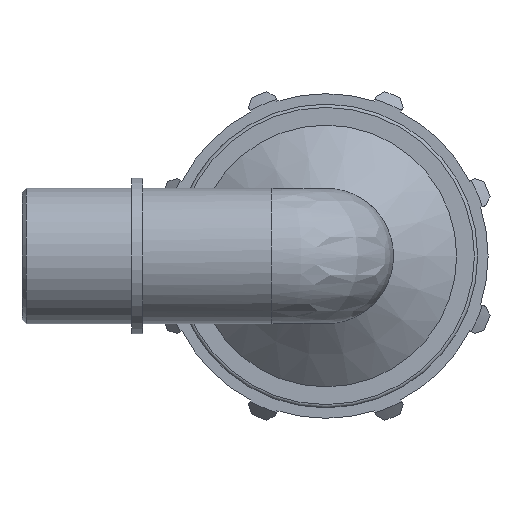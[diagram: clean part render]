
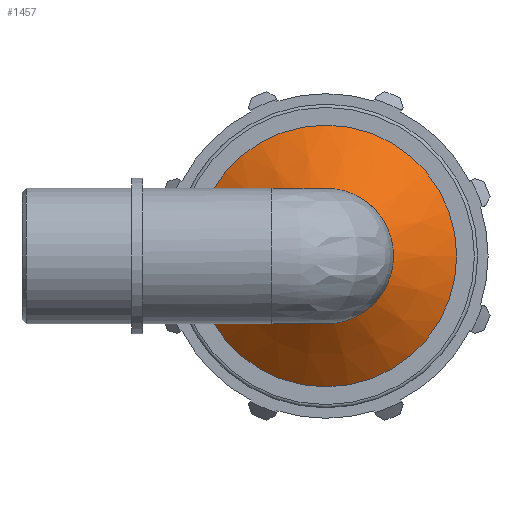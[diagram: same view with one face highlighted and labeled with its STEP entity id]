
A CAD part, left-side view. The second image highlights one B-rep face of the part: STEP entity #1457.
In plain terms, the highlighted conical face has half-angle 50 degrees and reference radius 15.364 mm.
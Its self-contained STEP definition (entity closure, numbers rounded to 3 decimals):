
#279=CONICAL_SURFACE('',#1552,15.364,50.);
#294=B_SPLINE_CURVE_WITH_KNOTS('',3,(#2123,#2124,#2125,#2126,#2127,#2128,
#2129,#2130,#2131,#2132,#2133,#2134,#2135,#2136),.UNSPECIFIED.,.F.,.F.,
(4,2,2,2,2,2,4),(3.95,3.952,4.125,4.299,
4.472,4.646,4.648),.UNSPECIFIED.);
#297=FACE_BOUND('',#420,.T.);
#331=FACE_OUTER_BOUND('',#419,.T.);
#419=EDGE_LOOP('',(#953,#954));
#420=EDGE_LOOP('',(#955));
#529=CIRCLE('',#1542,10.478);
#535=CIRCLE('',#1553,20.25);
#598=VERTEX_POINT('',#2109);
#599=VERTEX_POINT('',#2110);
#605=VERTEX_POINT('',#2168);
#740=EDGE_CURVE('',#598,#599,#529,.T.);
#746=EDGE_CURVE('',#598,#599,#294,.T.);
#749=EDGE_CURVE('',#605,#605,#535,.T.);
#953=ORIENTED_EDGE('',*,*,#746,.F.);
#954=ORIENTED_EDGE('',*,*,#740,.T.);
#955=ORIENTED_EDGE('',*,*,#749,.F.);
#1457=ADVANCED_FACE('',(#331,#297),#279,.T.);
#1542=AXIS2_PLACEMENT_3D('',#2111,#1701,#1702);
#1552=AXIS2_PLACEMENT_3D('',#2167,#1721,#1722);
#1553=AXIS2_PLACEMENT_3D('',#2169,#1723,#1724);
#1701=DIRECTION('center_axis',(1.,0.,0.));
#1702=DIRECTION('ref_axis',(0.,0.,-1.));
#1721=DIRECTION('center_axis',(1.,0.,0.));
#1722=DIRECTION('ref_axis',(0.,1.,0.));
#1723=DIRECTION('center_axis',(1.,0.,0.));
#1724=DIRECTION('ref_axis',(0.,0.,-1.));
#2109=CARTESIAN_POINT('',(9.933,9.933,3.333));
#2110=CARTESIAN_POINT('',(9.933,9.933,-3.333));
#2111=CARTESIAN_POINT('Origin',(9.933,0.,0.));
#2123=CARTESIAN_POINT('Ctrl Pts',(9.933,9.933,3.333));
#2124=CARTESIAN_POINT('Ctrl Pts',(9.935,9.937,3.328));
#2125=CARTESIAN_POINT('Ctrl Pts',(9.937,9.941,3.323));
#2126=CARTESIAN_POINT('Ctrl Pts',(10.087,10.281,2.871));
#2127=CARTESIAN_POINT('Ctrl Pts',(10.23,10.592,2.338));
#2128=CARTESIAN_POINT('Ctrl Pts',(10.426,11.016,1.192));
#2129=CARTESIAN_POINT('Ctrl Pts',(10.478,11.126,0.578));
#2130=CARTESIAN_POINT('Ctrl Pts',(10.478,11.126,-0.578));
#2131=CARTESIAN_POINT('Ctrl Pts',(10.426,11.016,-1.192));
#2132=CARTESIAN_POINT('Ctrl Pts',(10.23,10.592,-2.338));
#2133=CARTESIAN_POINT('Ctrl Pts',(10.087,10.281,-2.871));
#2134=CARTESIAN_POINT('Ctrl Pts',(9.937,9.941,-3.323));
#2135=CARTESIAN_POINT('Ctrl Pts',(9.935,9.937,-3.328));
#2136=CARTESIAN_POINT('Ctrl Pts',(9.933,9.933,-3.333));
#2167=CARTESIAN_POINT('Origin',(14.033,0.,0.));
#2168=CARTESIAN_POINT('',(18.133,20.25,0.));
#2169=CARTESIAN_POINT('Origin',(18.133,0.,0.));
